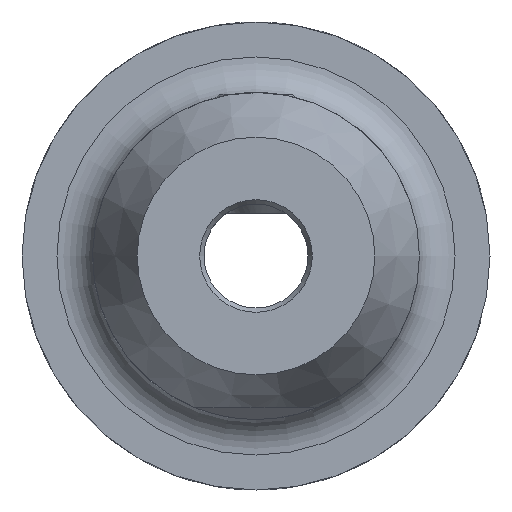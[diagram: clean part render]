
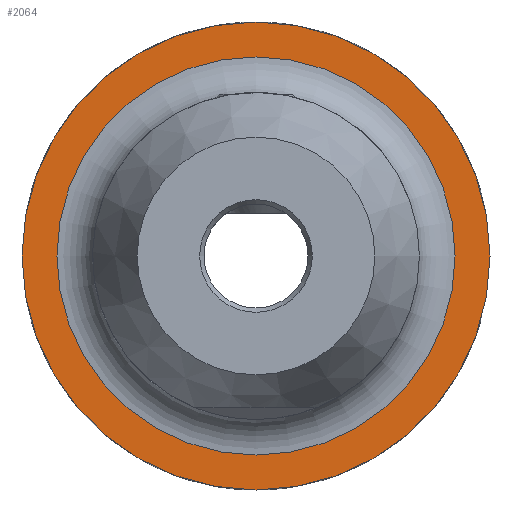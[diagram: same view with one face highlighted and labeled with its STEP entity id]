
A CAD part, left-side view. The second image highlights one B-rep face of the part: STEP entity #2064.
In plain terms, the highlighted planar face has unit normal (-1, 0, 0).
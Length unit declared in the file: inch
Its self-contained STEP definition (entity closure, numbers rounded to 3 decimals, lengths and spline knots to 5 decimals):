
#84=FACE_BOUND('',#367,.T.);
#133=PLANE('',#2299);
#241=FACE_OUTER_BOUND('',#366,.T.);
#366=EDGE_LOOP('',(#1819,#1820));
#367=EDGE_LOOP('',(#1821,#1822));
#564=CIRCLE('',#2141,1.24016);
#565=CIRCLE('',#2142,1.24016);
#642=CIRCLE('',#2297,1.05512);
#643=CIRCLE('',#2298,1.05512);
#791=VERTEX_POINT('',#3272);
#792=VERTEX_POINT('',#3274);
#934=VERTEX_POINT('',#4826);
#935=VERTEX_POINT('',#4828);
#1016=EDGE_CURVE('',#791,#792,#564,.T.);
#1017=EDGE_CURVE('',#792,#791,#565,.T.);
#1231=EDGE_CURVE('',#935,#934,#642,.T.);
#1232=EDGE_CURVE('',#934,#935,#643,.T.);
#1819=ORIENTED_EDGE('',*,*,#1017,.F.);
#1820=ORIENTED_EDGE('',*,*,#1016,.F.);
#1821=ORIENTED_EDGE('',*,*,#1231,.T.);
#1822=ORIENTED_EDGE('',*,*,#1232,.T.);
#2064=ADVANCED_FACE('',(#241,#84),#133,.T.);
#2141=AXIS2_PLACEMENT_3D('',#3275,#2438,#2439);
#2142=AXIS2_PLACEMENT_3D('',#3276,#2440,#2441);
#2297=AXIS2_PLACEMENT_3D('',#4829,#2807,#2808);
#2298=AXIS2_PLACEMENT_3D('',#4830,#2809,#2810);
#2299=AXIS2_PLACEMENT_3D('',#4831,#2811,#2812);
#2438=DIRECTION('center_axis',(1.,0.,0.));
#2439=DIRECTION('ref_axis',(0.,1.,0.));
#2440=DIRECTION('center_axis',(1.,0.,0.));
#2441=DIRECTION('ref_axis',(0.,1.,0.));
#2807=DIRECTION('center_axis',(1.,0.,0.));
#2808=DIRECTION('ref_axis',(0.,1.,0.));
#2809=DIRECTION('center_axis',(1.,0.,0.));
#2810=DIRECTION('ref_axis',(0.,1.,0.));
#2811=DIRECTION('center_axis',(-1.,0.,0.));
#2812=DIRECTION('ref_axis',(0.,0.,1.));
#3272=CARTESIAN_POINT('',(-0.86614,-1.24016,0.));
#3274=CARTESIAN_POINT('',(-0.86614,1.24016,0.));
#3275=CARTESIAN_POINT('Origin',(-0.86614,0.,
0.));
#3276=CARTESIAN_POINT('Origin',(-0.86614,0.,
0.));
#4826=CARTESIAN_POINT('',(-0.86614,0.,1.05512));
#4828=CARTESIAN_POINT('',(-0.86614,1.05512,0.));
#4829=CARTESIAN_POINT('Origin',(-0.86614,0.,
0.));
#4830=CARTESIAN_POINT('Origin',(-0.86614,0.,
0.));
#4831=CARTESIAN_POINT('Origin',(-0.86614,1.14764,0.));
